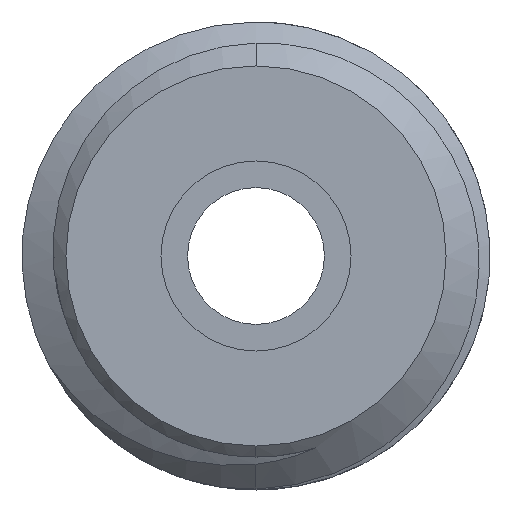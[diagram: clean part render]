
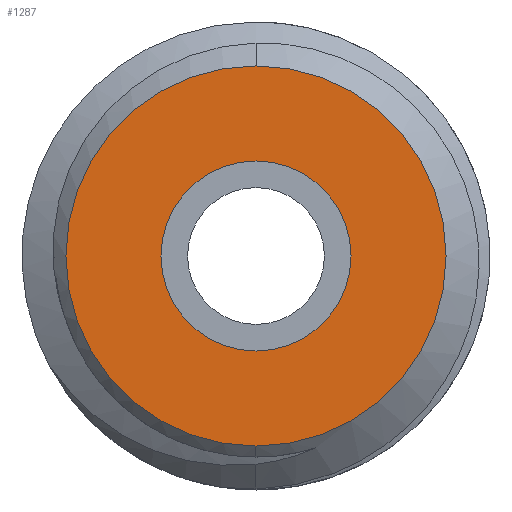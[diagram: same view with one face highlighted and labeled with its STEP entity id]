
A CAD part, left-side view. The second image highlights one B-rep face of the part: STEP entity #1287.
In plain terms, the highlighted planar face has unit normal (-1, 0, 0).
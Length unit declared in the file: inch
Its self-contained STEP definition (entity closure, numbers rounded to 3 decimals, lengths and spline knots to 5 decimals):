
#51 = DIRECTION ( 'NONE',  ( 1., 0., 0. ) ) ;
#216 = AXIS2_PLACEMENT_3D ( 'NONE', #2959, #3250, #2986 ) ;
#403 = AXIS2_PLACEMENT_3D ( 'NONE', #3419, #1991, #2566 ) ;
#494 = ORIENTED_EDGE ( 'NONE', *, *, #653, .F. ) ;
#586 = EDGE_CURVE ( 'NONE', #2218, #2660, #1331, .T. ) ;
#610 = DIRECTION ( 'NONE',  ( 0., 0., -1. ) ) ;
#633 = ORIENTED_EDGE ( 'NONE', *, *, #1512, .F. ) ;
#634 = CARTESIAN_POINT ( 'NONE',  ( 0., 0., -0.0625 ) ) ;
#653 = EDGE_CURVE ( 'NONE', #2396, #2676, #1984, .T. ) ;
#781 = CARTESIAN_POINT ( 'NONE',  ( 0., 0., 0.125 ) ) ;
#814 = CARTESIAN_POINT ( 'NONE',  ( 0., 0., -0.125 ) ) ;
#822 = ORIENTED_EDGE ( 'NONE', *, *, #586, .T. ) ;
#999 = FACE_BOUND ( 'NONE', #1920, .T. ) ;
#1287 = ADVANCED_FACE ( 'NONE', ( #999, #3502 ), #2670, .T. ) ;
#1331 = CIRCLE ( 'NONE', #403, 0.0625 ) ;
#1512 = EDGE_CURVE ( 'NONE', #2676, #2396, #2073, .T. ) ;
#1581 = AXIS2_PLACEMENT_3D ( 'NONE', #1743, #51, #610 ) ;
#1706 = DIRECTION ( 'NONE',  ( 1., 0., 0. ) ) ;
#1743 = CARTESIAN_POINT ( 'NONE',  ( 0., 0., 0. ) ) ;
#1920 = EDGE_LOOP ( 'NONE', ( #822, #3067 ) ) ;
#1923 = CARTESIAN_POINT ( 'NONE',  ( 0., 0., 0.0625 ) ) ;
#1954 = CARTESIAN_POINT ( 'NONE',  ( 0., 0., 0. ) ) ;
#1984 = CIRCLE ( 'NONE', #1581, 0.125 ) ;
#1991 = DIRECTION ( 'NONE',  ( 1., 0., 0. ) ) ;
#2073 = CIRCLE ( 'NONE', #2842, 0.125 ) ;
#2218 = VERTEX_POINT ( 'NONE', #634 ) ;
#2375 = CARTESIAN_POINT ( 'NONE',  ( 0., 0., 0. ) ) ;
#2396 = VERTEX_POINT ( 'NONE', #781 ) ;
#2409 = DIRECTION ( 'NONE',  ( 1., 0., 0. ) ) ;
#2541 = CIRCLE ( 'NONE', #2722, 0.0625 ) ;
#2566 = DIRECTION ( 'NONE',  ( 0., 0., -1. ) ) ;
#2660 = VERTEX_POINT ( 'NONE', #1923 ) ;
#2670 = PLANE ( 'NONE',  #216 ) ;
#2676 = VERTEX_POINT ( 'NONE', #814 ) ;
#2722 = AXIS2_PLACEMENT_3D ( 'NONE', #2375, #2409, #3496 ) ;
#2842 = AXIS2_PLACEMENT_3D ( 'NONE', #1954, #1706, #3102 ) ;
#2959 = CARTESIAN_POINT ( 'NONE',  ( 0., 0.125, 0. ) ) ;
#2986 = DIRECTION ( 'NONE',  ( 0., 0., 1. ) ) ;
#3067 = ORIENTED_EDGE ( 'NONE', *, *, #3092, .T. ) ;
#3092 = EDGE_CURVE ( 'NONE', #2660, #2218, #2541, .T. ) ;
#3102 = DIRECTION ( 'NONE',  ( 0., 0., -1. ) ) ;
#3177 = EDGE_LOOP ( 'NONE', ( #633, #494 ) ) ;
#3250 = DIRECTION ( 'NONE',  ( -1., 0., 0. ) ) ;
#3419 = CARTESIAN_POINT ( 'NONE',  ( 0., 0., 0. ) ) ;
#3496 = DIRECTION ( 'NONE',  ( 0., 0., -1. ) ) ;
#3502 = FACE_OUTER_BOUND ( 'NONE', #3177, .T. ) ;
